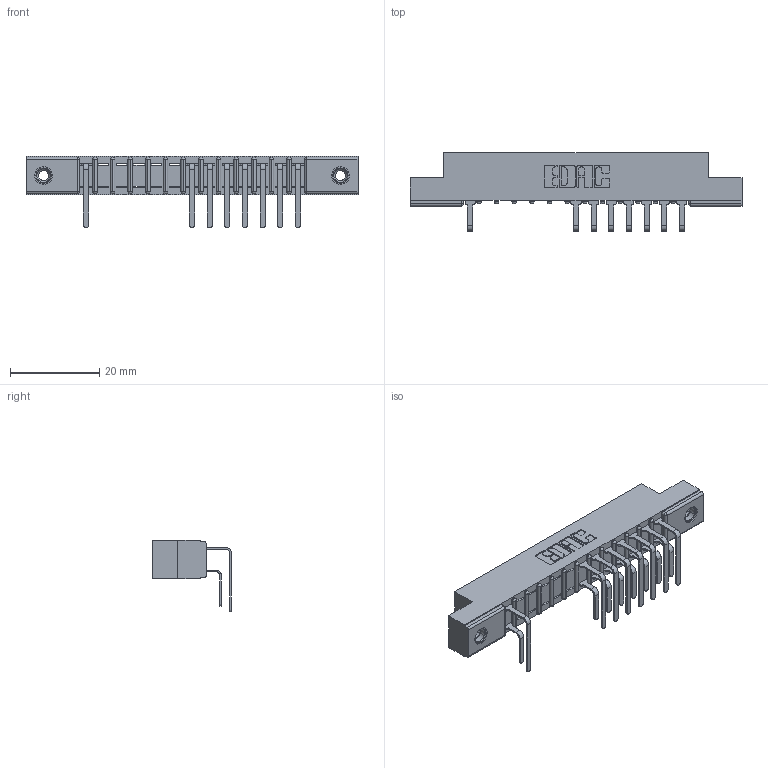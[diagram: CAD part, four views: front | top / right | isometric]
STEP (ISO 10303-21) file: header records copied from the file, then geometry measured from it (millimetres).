
FILE_DESCRIPTION (( 'STEP AP203' ), '1' );
FILE_NAME ('307-013-559-108.STEP', '2018-08-02T23:53:28', ( '' ), ( '' ), 'SwSTEP 2.0', 'SolidWorks 2016', '' );
FILE_SCHEMA (( 'CONFIG_CONTROL_DESIGN' ));
Length unit declared in the file: inch
Products named in the file (5): 307-290-001_558 559 - 1 (Single); 307-290-001_559 - 2 (Single); 345-250-001_345-250-003-102; 307-013-559-108; 307 Part_.156 Dia Mounting Holes
Assembly tree (19 placements, depth 2):
  307-013-559-108
    307 Part_.156 Dia Mounting Holes
    307-290-001_558 559 - 1 (Single)  x8
    307-290-001_559 - 2 (Single)  x8
    345-250-001_345-250-003-102  x2
Bounding box: 74.52 x 17.69 x 16.08 mm (x, y, z)
Volume: 4810.6 mm3; surface area: 7683.7 mm2
Topology: 19 solids, 19 shells, 1092 faces, 3051 edges, 1966 vertices
Faces by surface type: plane 690, cylinder 358, sphere 28, cone 12, torus 4
Entity records: 17448 total; most frequent: CARTESIAN_POINT 2892, ORIENTED_EDGE 2866, DIRECTION 2843, EDGE_CURVE 1433, LINE 1085, VECTOR 1085, VERTEX_POINT 928, AXIS2_PLACEMENT_3D 879
